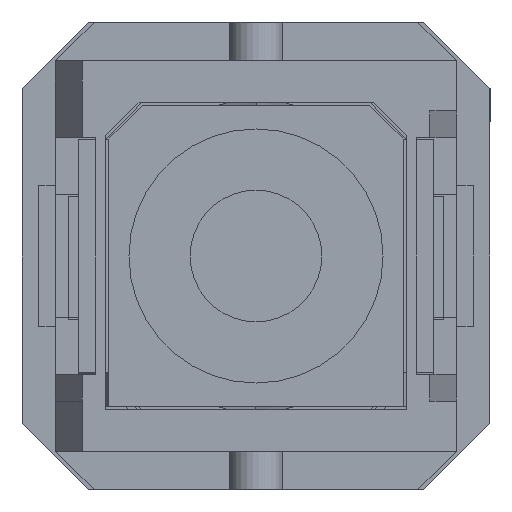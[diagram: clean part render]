
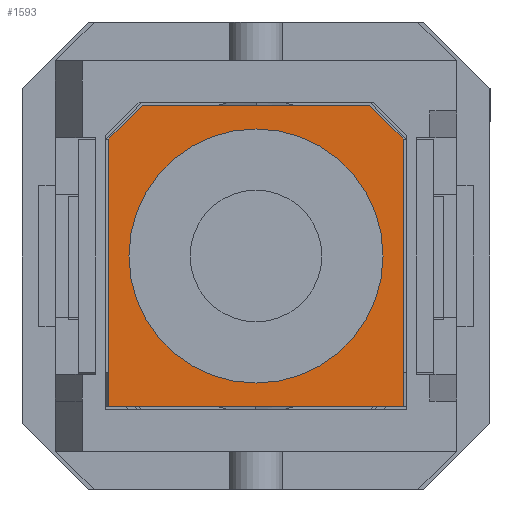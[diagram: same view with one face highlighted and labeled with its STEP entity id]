
A CAD part, left-side view. The second image highlights one B-rep face of the part: STEP entity #1593.
In plain terms, the highlighted face is planar.
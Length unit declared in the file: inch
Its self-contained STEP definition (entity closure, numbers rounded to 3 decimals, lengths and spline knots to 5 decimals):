
#172 = LINE ( 'NONE', #3203, #8955 ) ;
#194 = CARTESIAN_POINT ( 'NONE',  ( 0., 0.296, 0.095 ) ) ;
#271 = PLANE ( 'NONE',  #6240 ) ;
#308 = EDGE_CURVE ( 'NONE', #2231, #4083, #7738, .T. ) ;
#380 = VERTEX_POINT ( 'NONE', #2997 ) ;
#505 = VECTOR ( 'NONE', #8303, 39.37008 ) ;
#719 = VERTEX_POINT ( 'NONE', #8672 ) ;
#1404 = EDGE_CURVE ( 'NONE', #3201, #2231, #172, .T. ) ;
#1593 = ADVANCED_FACE ( 'NONE', ( #7138, #4063 ), #271, .F. ) ;
#1818 = CARTESIAN_POINT ( 'NONE',  ( -0.11, 0.296, -0.0875 ) ) ;
#1930 = DIRECTION ( 'NONE',  ( 0., 0., 1. ) ) ;
#1952 = DIRECTION ( 'NONE',  ( 0., -1., 0. ) ) ;
#2140 = EDGE_CURVE ( 'NONE', #719, #2951, #3669, .T. ) ;
#2192 = CIRCLE ( 'NONE', #3622, 0.095 ) ;
#2231 = VERTEX_POINT ( 'NONE', #9136 ) ;
#2599 = CARTESIAN_POINT ( 'NONE',  ( -0.11, 0.296, -0.1125 ) ) ;
#2639 = ORIENTED_EDGE ( 'NONE', *, *, #5446, .T. ) ;
#2767 = DIRECTION ( 'NONE',  ( 1., 0., 0. ) ) ;
#2780 = CARTESIAN_POINT ( 'NONE',  ( 0.085, 0.296, -0.1125 ) ) ;
#2951 = VERTEX_POINT ( 'NONE', #194 ) ;
#2974 = LINE ( 'NONE', #5234, #505 ) ;
#2997 = CARTESIAN_POINT ( 'NONE',  ( -0.11, 0.296, -0.0875 ) ) ;
#3201 = VERTEX_POINT ( 'NONE', #5687 ) ;
#3203 = CARTESIAN_POINT ( 'NONE',  ( 0.11, 0.296, 0.1125 ) ) ;
#3360 = VECTOR ( 'NONE', #1930, 39.37008 ) ;
#3366 = VECTOR ( 'NONE', #9852, 39.37008 ) ;
#3622 = AXIS2_PLACEMENT_3D ( 'NONE', #9464, #7771, #3937 ) ;
#3669 = CIRCLE ( 'NONE', #8806, 0.095 ) ;
#3937 = DIRECTION ( 'NONE',  ( 0., 0., 1. ) ) ;
#4063 = FACE_OUTER_BOUND ( 'NONE', #9686, .T. ) ;
#4083 = VERTEX_POINT ( 'NONE', #2780 ) ;
#4109 = DIRECTION ( 'NONE',  ( 0., 0., -1. ) ) ;
#4120 = CARTESIAN_POINT ( 'NONE',  ( -0.11, 0.296, 0.1125 ) ) ;
#4292 = ORIENTED_EDGE ( 'NONE', *, *, #2140, .F. ) ;
#4660 = ORIENTED_EDGE ( 'NONE', *, *, #8142, .T. ) ;
#5023 = EDGE_LOOP ( 'NONE', ( #8384, #4292 ) ) ;
#5027 = CARTESIAN_POINT ( 'NONE',  ( -0.085, 0.296, -0.1125 ) ) ;
#5038 = ORIENTED_EDGE ( 'NONE', *, *, #1404, .T. ) ;
#5084 = VECTOR ( 'NONE', #9238, 39.37008 ) ;
#5234 = CARTESIAN_POINT ( 'NONE',  ( -0.11, 0.296, -0.1125 ) ) ;
#5446 = EDGE_CURVE ( 'NONE', #7807, #3201, #6642, .T. ) ;
#5687 = CARTESIAN_POINT ( 'NONE',  ( 0.11, 0.296, 0.1125 ) ) ;
#5749 = LINE ( 'NONE', #8860, #3360 ) ;
#5823 = CARTESIAN_POINT ( 'NONE',  ( -0.11, 0.296, 0.1125 ) ) ;
#5881 = VECTOR ( 'NONE', #2767, 39.37008 ) ;
#6075 = DIRECTION ( 'NONE',  ( 0., 0., -1. ) ) ;
#6240 = AXIS2_PLACEMENT_3D ( 'NONE', #2599, #1952, #4109 ) ;
#6393 = LINE ( 'NONE', #1818, #3366 ) ;
#6495 = EDGE_CURVE ( 'NONE', #2951, #719, #2192, .T. ) ;
#6616 = DIRECTION ( 'NONE',  ( 0., 1., 0. ) ) ;
#6642 = LINE ( 'NONE', #4120, #5881 ) ;
#6703 = DIRECTION ( 'NONE',  ( 0., 0., 1. ) ) ;
#6933 = CARTESIAN_POINT ( 'NONE',  ( 0.085, 0.296, -0.1125 ) ) ;
#7138 = FACE_BOUND ( 'NONE', #5023, .T. ) ;
#7172 = ORIENTED_EDGE ( 'NONE', *, *, #308, .T. ) ;
#7333 = ORIENTED_EDGE ( 'NONE', *, *, #8643, .T. ) ;
#7738 = LINE ( 'NONE', #6933, #5084 ) ;
#7771 = DIRECTION ( 'NONE',  ( 0., 1., 0. ) ) ;
#7807 = VERTEX_POINT ( 'NONE', #5823 ) ;
#8142 = EDGE_CURVE ( 'NONE', #380, #7807, #5749, .T. ) ;
#8254 = EDGE_CURVE ( 'NONE', #4083, #8533, #2974, .T. ) ;
#8303 = DIRECTION ( 'NONE',  ( -1., 0., 0. ) ) ;
#8384 = ORIENTED_EDGE ( 'NONE', *, *, #6495, .F. ) ;
#8533 = VERTEX_POINT ( 'NONE', #5027 ) ;
#8643 = EDGE_CURVE ( 'NONE', #8533, #380, #6393, .T. ) ;
#8672 = CARTESIAN_POINT ( 'NONE',  ( 0., 0.296, -0.095 ) ) ;
#8806 = AXIS2_PLACEMENT_3D ( 'NONE', #9771, #6616, #6703 ) ;
#8860 = CARTESIAN_POINT ( 'NONE',  ( -0.11, 0.296, 0.1125 ) ) ;
#8955 = VECTOR ( 'NONE', #6075, 39.37008 ) ;
#9136 = CARTESIAN_POINT ( 'NONE',  ( 0.11, 0.296, -0.0875 ) ) ;
#9238 = DIRECTION ( 'NONE',  ( -0.707, 0., -0.707 ) ) ;
#9464 = CARTESIAN_POINT ( 'NONE',  ( 0., 0.296, 0. ) ) ;
#9686 = EDGE_LOOP ( 'NONE', ( #5038, #7172, #9715, #7333, #4660, #2639 ) ) ;
#9715 = ORIENTED_EDGE ( 'NONE', *, *, #8254, .T. ) ;
#9771 = CARTESIAN_POINT ( 'NONE',  ( 0., 0.296, 0. ) ) ;
#9852 = DIRECTION ( 'NONE',  ( -0.707, 0., 0.707 ) ) ;
